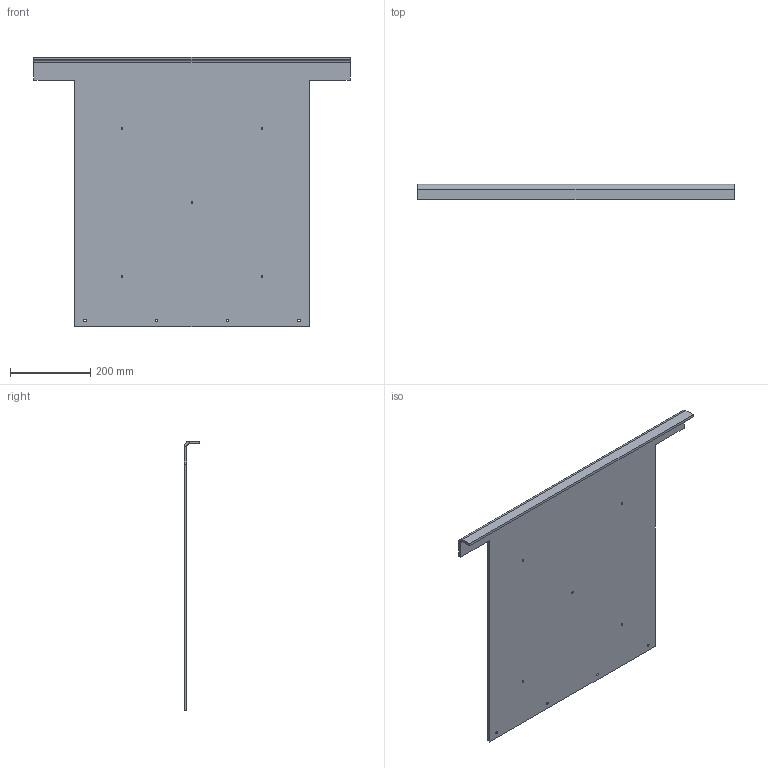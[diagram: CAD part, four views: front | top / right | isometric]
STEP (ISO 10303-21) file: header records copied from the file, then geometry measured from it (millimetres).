
FILE_DESCRIPTION(/* description */ (''),/* implementation_level */ '2;1');
FILE_NAME(/* name */ 'GE-17262_REVB_8.stp',/* time_stamp */ '2017-01-08T13:49:04-05:00',/* author */ ('jeff1'),/* organization */ (''),/* preprocessor_version */ 'ST-DEVELOPER v16.5',/* originating_system */ 'Autodesk Inventor 2017',/* authorisation */ '');
FILE_SCHEMA (('AUTOMOTIVE_DESIGN { 1 0 10303 214 3 1 1 }'));
Length unit declared in the file: inch
Products named in the file (1): GE-17262_REVB_8
Bounding box: 787.4 x 38.1 x 671.53 mm (x, y, z)
Volume: 2701796.3 mm3; surface area: 870829.7 mm2
Topology: 1 solids, 1 shells, 27 faces, 67 edges, 42 vertices
Faces by surface type: plane 16, cylinder 11
Full cylindrical faces by diameter (mm): 4.851 x5, 6.35 x4
Entity records: 822 total; most frequent: DIRECTION 136, CARTESIAN_POINT 128, ORIENTED_EDGE 116, EDGE_CURVE 58, EDGE_LOOP 54, AXIS2_PLACEMENT_3D 50, VERTEX_POINT 42, LINE 36
